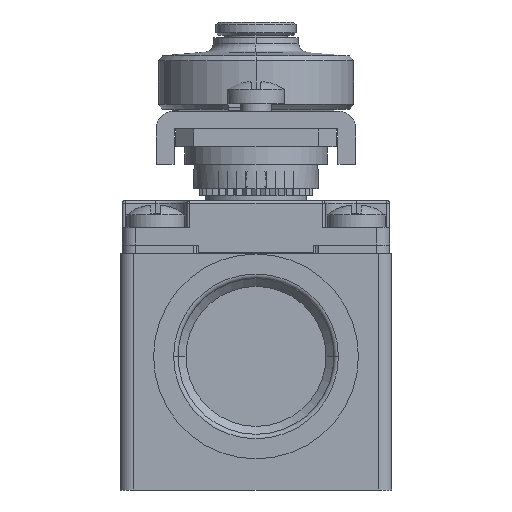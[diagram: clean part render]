
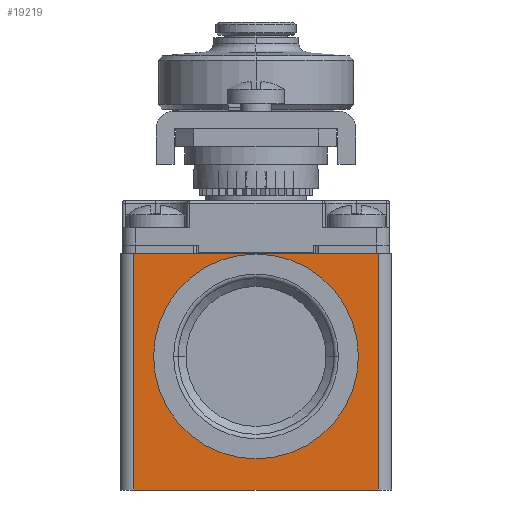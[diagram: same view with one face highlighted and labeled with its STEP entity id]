
A CAD part, front view. The second image highlights one B-rep face of the part: STEP entity #19219.
In plain terms, the highlighted face is planar.
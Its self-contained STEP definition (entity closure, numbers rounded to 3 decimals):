
#3753=DIRECTION('',(0.,1.,0.));
#3754=VECTOR('',#3753,26.5);
#3755=CARTESIAN_POINT('',(-13.75,0.,-59.));
#3756=LINE('',#3755,#3754);
#3771=DIRECTION('',(-1.,0.,0.));
#3772=VECTOR('',#3771,27.5);
#3773=CARTESIAN_POINT('',(13.75,0.,-59.));
#3774=LINE('',#3773,#3772);
#3775=DIRECTION('',(1.,0.,0.));
#3776=VECTOR('',#3775,27.5);
#3777=CARTESIAN_POINT('',(-13.75,26.5,-59.));
#3778=LINE('',#3777,#3776);
#3779=CARTESIAN_POINT('',(0.,15.,-59.));
#3780=DIRECTION('',(0.,0.,1.));
#3781=DIRECTION('',(1.,0.,0.));
#3782=AXIS2_PLACEMENT_3D('',#3779,#3780,#3781);
#3797=CARTESIAN_POINT('',(0.,15.,-59.));
#3798=DIRECTION('',(0.,0.,1.));
#3799=DIRECTION('',(-1.,0.,0.));
#3800=AXIS2_PLACEMENT_3D('',#3797,#3798,#3799);
#4753=DIRECTION('',(0.,-1.,0.));
#4754=VECTOR('',#4753,26.5);
#4755=CARTESIAN_POINT('',(13.75,26.5,-59.));
#4756=LINE('',#4755,#4754);
#11713=CARTESIAN_POINT('',(-13.75,0.,-59.));
#11714=CARTESIAN_POINT('',(-13.75,26.5,-59.));
#11715=VERTEX_POINT('',#11713);
#11716=VERTEX_POINT('',#11714);
#11721=CARTESIAN_POINT('',(13.75,26.5,-59.));
#11722=CARTESIAN_POINT('',(13.75,0.,-59.));
#11723=VERTEX_POINT('',#11721);
#11724=VERTEX_POINT('',#11722);
#11984=CARTESIAN_POINT('',(-10.2,15.,-59.));
#11985=CARTESIAN_POINT('',(10.2,15.,-59.));
#11986=VERTEX_POINT('',#11984);
#11987=VERTEX_POINT('',#11985);
#19201=CARTESIAN_POINT('',(0.,0.,-59.));
#19202=DIRECTION('',(0.,0.,-1.));
#19203=DIRECTION('',(1.,0.,0.));
#19204=AXIS2_PLACEMENT_3D('',#19201,#19202,#19203);
#19205=PLANE('',#19204);
#19206=ORIENTED_EDGE('',*,*,#19193,.F.);
#19207=ORIENTED_EDGE('',*,*,#14192,.F.);
#19209=ORIENTED_EDGE('',*,*,#19208,.F.);
#19210=ORIENTED_EDGE('',*,*,#18753,.F.);
#19211=EDGE_LOOP('',(#19206,#19207,#19209,#19210));
#19212=FACE_OUTER_BOUND('',#19211,.F.);
#19214=ORIENTED_EDGE('',*,*,#19213,.F.);
#19216=ORIENTED_EDGE('',*,*,#19215,.F.);
#19217=EDGE_LOOP('',(#19214,#19216));
#19218=FACE_BOUND('',#19217,.F.);
#19219=ADVANCED_FACE('',(#19212,#19218),#19205,.T.);
#3783=CIRCLE('',#3782,10.2);
#3801=CIRCLE('',#3800,10.2);
#14192=EDGE_CURVE('',#11724,#11715,#3774,.T.);
#18753=EDGE_CURVE('',#11716,#11723,#3778,.T.);
#19193=EDGE_CURVE('',#11715,#11716,#3756,.T.);
#19208=EDGE_CURVE('',#11723,#11724,#4756,.T.);
#19213=EDGE_CURVE('',#11987,#11986,#3783,.T.);
#19215=EDGE_CURVE('',#11986,#11987,#3801,.T.);
